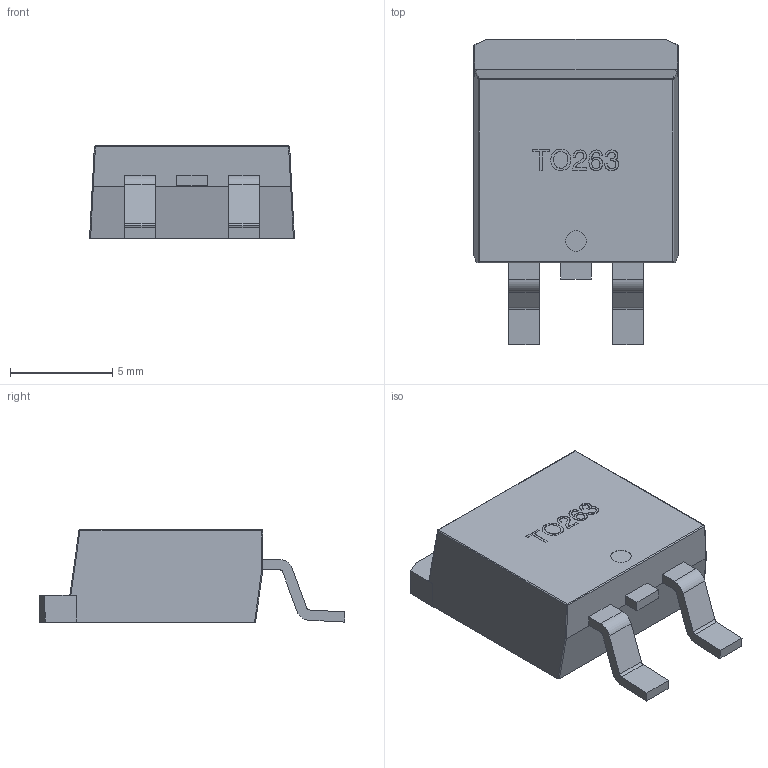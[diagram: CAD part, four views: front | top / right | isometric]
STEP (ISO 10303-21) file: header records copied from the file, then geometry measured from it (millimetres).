
FILE_DESCRIPTION (( 'STEP AP214' ), '1' );
FILE_NAME ('1.STEP', '2017-05-28T15:13:25', ( 'Charjie' ), ( 'Microsoft' ), 'SwSTEP 2.0', 'SolidWorks 2014', '' );
FILE_SCHEMA (( 'AUTOMOTIVE_DESIGN' ));
Length unit declared in the file: millimetre
Products named in the file (4): 1; Designator174; TO263
Assembly tree (3 placements, depth 4):
  1
    Designator174
      TO263
        TO263
Bounding box: 10 x 14.93 x 4.5 mm (x, y, z)
Volume: 430.5 mm3; surface area: 619.1 mm2
Topology: 2 solids, 2 shells, 153 faces, 400 edges, 262 vertices
Faces by surface type: plane 86, bspline 47, cylinder 20
Entity records: 8809 total; most frequent: CARTESIAN_POINT 3543, ORIENTED_EDGE 800, DIRECTION 568, EDGE_CURVE 400, VECTOR 276, LINE 276, VERTEX_POINT 262, EDGE_LOOP 164
